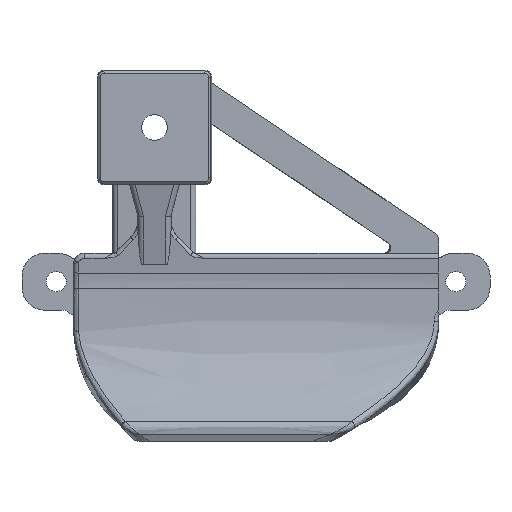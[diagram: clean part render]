
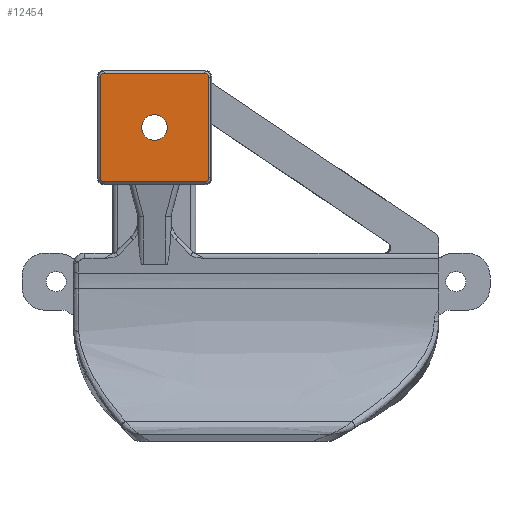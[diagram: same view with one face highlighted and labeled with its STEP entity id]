
A CAD part, front view. The second image highlights one B-rep face of the part: STEP entity #12454.
In plain terms, the highlighted planar face has unit normal (0, -1, 0).
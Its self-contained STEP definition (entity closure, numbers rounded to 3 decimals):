
#48 = EDGE_CURVE ( 'NONE', #5198, #7118, #970, .T. ) ;
#291 = VECTOR ( 'NONE', #3715, 1000. ) ;
#318 = EDGE_CURVE ( 'NONE', #7118, #11728, #16713, .T. ) ;
#651 = CARTESIAN_POINT ( 'NONE',  ( -14.9, -10.571, 56.418 ) ) ;
#735 = LINE ( 'NONE', #3532, #291 ) ;
#970 = LINE ( 'NONE', #9546, #12287 ) ;
#1709 = VERTEX_POINT ( 'NONE', #6860 ) ;
#1723 = CIRCLE ( 'NONE', #6444, 0.349 ) ;
#2045 = PLANE ( 'NONE',  #10305 ) ;
#2229 = CARTESIAN_POINT ( 'NONE',  ( -13.649, -10.571, 21.4 ) ) ;
#2426 = AXIS2_PLACEMENT_3D ( 'NONE', #12693, #9728, #11191 ) ;
#2448 = CARTESIAN_POINT ( 'NONE',  ( -13.3, -10.571, 12.6 ) ) ;
#2458 = DIRECTION ( 'NONE',  ( 0., 0., -1. ) ) ;
#2554 = AXIS2_PLACEMENT_3D ( 'NONE', #16607, #16330, #6658 ) ;
#2725 = EDGE_CURVE ( 'NONE', #12973, #5326, #4051, .T. ) ;
#2739 = EDGE_LOOP ( 'NONE', ( #12724, #14482 ) ) ;
#3107 = ORIENTED_EDGE ( 'NONE', *, *, #318, .T. ) ;
#3236 = DIRECTION ( 'NONE',  ( 0., 0., 1. ) ) ;
#3412 = LINE ( 'NONE', #7722, #4577 ) ;
#3532 = CARTESIAN_POINT ( 'NONE',  ( -13.3, -10.571, 21.749 ) ) ;
#3715 = DIRECTION ( 'NONE',  ( -1., 0., 0. ) ) ;
#3910 = CIRCLE ( 'NONE', #16264, 0.349 ) ;
#4051 = CIRCLE ( 'NONE', #8195, 0.349 ) ;
#4201 = VERTEX_POINT ( 'NONE', #8851 ) ;
#4577 = VECTOR ( 'NONE', #10210, 1000. ) ;
#4919 = CARTESIAN_POINT ( 'NONE',  ( -8.9, -10.571, 15.875 ) ) ;
#5120 = DIRECTION ( 'NONE',  ( 1., 0., 0. ) ) ;
#5198 = VERTEX_POINT ( 'NONE', #2229 ) ;
#5326 = VERTEX_POINT ( 'NONE', #9322 ) ;
#5497 = EDGE_CURVE ( 'NONE', #9781, #5198, #1723, .T. ) ;
#5997 = DIRECTION ( 'NONE',  ( 0., 0., 1. ) ) ;
#6139 = EDGE_CURVE ( 'NONE', #4201, #1709, #3910, .T. ) ;
#6228 = EDGE_CURVE ( 'NONE', #13197, #6836, #8600, .T. ) ;
#6338 = CARTESIAN_POINT ( 'NONE',  ( -4.5, -10.571, 12.251 ) ) ;
#6444 = AXIS2_PLACEMENT_3D ( 'NONE', #14100, #14272, #3236 ) ;
#6658 = DIRECTION ( 'NONE',  ( 0., 0., -1. ) ) ;
#6836 = VERTEX_POINT ( 'NONE', #13422 ) ;
#6860 = CARTESIAN_POINT ( 'NONE',  ( -4.5, -10.571, 21.749 ) ) ;
#7118 = VERTEX_POINT ( 'NONE', #14744 ) ;
#7319 = ORIENTED_EDGE ( 'NONE', *, *, #17068, .T. ) ;
#7722 = CARTESIAN_POINT ( 'NONE',  ( -4.151, -10.571, 21.4 ) ) ;
#8195 = AXIS2_PLACEMENT_3D ( 'NONE', #17612, #13372, #5997 ) ;
#8315 = DIRECTION ( 'NONE',  ( 0., -1., 0. ) ) ;
#8336 = DIRECTION ( 'NONE',  ( 0., -1., 0. ) ) ;
#8600 = CIRCLE ( 'NONE', #2426, 1.125 ) ;
#8625 = ORIENTED_EDGE ( 'NONE', *, *, #48, .T. ) ;
#8851 = CARTESIAN_POINT ( 'NONE',  ( -4.151, -10.571, 21.4 ) ) ;
#9144 = EDGE_CURVE ( 'NONE', #6836, #13197, #10177, .T. ) ;
#9253 = VECTOR ( 'NONE', #5120, 1000. ) ;
#9322 = CARTESIAN_POINT ( 'NONE',  ( -4.151, -10.571, 12.6 ) ) ;
#9546 = CARTESIAN_POINT ( 'NONE',  ( -13.649, -10.571, 12.6 ) ) ;
#9724 = DIRECTION ( 'NONE',  ( 0., 0., 1. ) ) ;
#9728 = DIRECTION ( 'NONE',  ( 0., -1., 0. ) ) ;
#9781 = VERTEX_POINT ( 'NONE', #9801 ) ;
#9789 = DIRECTION ( 'NONE',  ( 0., 0., 1. ) ) ;
#9801 = CARTESIAN_POINT ( 'NONE',  ( -13.3, -10.571, 21.749 ) ) ;
#10177 = CIRCLE ( 'NONE', #2554, 1.125 ) ;
#10210 = DIRECTION ( 'NONE',  ( 0., 0., 1. ) ) ;
#10305 = AXIS2_PLACEMENT_3D ( 'NONE', #651, #11906, #17533 ) ;
#11191 = DIRECTION ( 'NONE',  ( 0., 0., -1. ) ) ;
#11216 = ORIENTED_EDGE ( 'NONE', *, *, #14992, .T. ) ;
#11549 = ORIENTED_EDGE ( 'NONE', *, *, #11838, .T. ) ;
#11616 = CARTESIAN_POINT ( 'NONE',  ( -13.3, -10.571, 12.251 ) ) ;
#11728 = VERTEX_POINT ( 'NONE', #11616 ) ;
#11838 = EDGE_CURVE ( 'NONE', #1709, #9781, #735, .T. ) ;
#11906 = DIRECTION ( 'NONE',  ( 0., 1., 0. ) ) ;
#12221 = CARTESIAN_POINT ( 'NONE',  ( -4.5, -10.571, 12.251 ) ) ;
#12287 = VECTOR ( 'NONE', #2458, 1000. ) ;
#12454 = ADVANCED_FACE ( 'NONE', ( #15955, #14665 ), #2045, .F. ) ;
#12693 = CARTESIAN_POINT ( 'NONE',  ( -8.9, -10.571, 17. ) ) ;
#12724 = ORIENTED_EDGE ( 'NONE', *, *, #6228, .F. ) ;
#12973 = VERTEX_POINT ( 'NONE', #6338 ) ;
#13133 = ORIENTED_EDGE ( 'NONE', *, *, #5497, .T. ) ;
#13197 = VERTEX_POINT ( 'NONE', #4919 ) ;
#13372 = DIRECTION ( 'NONE',  ( 0., -1., 0. ) ) ;
#13422 = CARTESIAN_POINT ( 'NONE',  ( -8.9, -10.571, 18.125 ) ) ;
#13468 = AXIS2_PLACEMENT_3D ( 'NONE', #2448, #8336, #9724 ) ;
#13657 = ORIENTED_EDGE ( 'NONE', *, *, #2725, .T. ) ;
#14100 = CARTESIAN_POINT ( 'NONE',  ( -13.3, -10.571, 21.4 ) ) ;
#14272 = DIRECTION ( 'NONE',  ( 0., -1., 0. ) ) ;
#14482 = ORIENTED_EDGE ( 'NONE', *, *, #9144, .F. ) ;
#14665 = FACE_BOUND ( 'NONE', #2739, .T. ) ;
#14744 = CARTESIAN_POINT ( 'NONE',  ( -13.649, -10.571, 12.6 ) ) ;
#14992 = EDGE_CURVE ( 'NONE', #5326, #4201, #3412, .T. ) ;
#15224 = CARTESIAN_POINT ( 'NONE',  ( -4.5, -10.571, 21.4 ) ) ;
#15319 = ORIENTED_EDGE ( 'NONE', *, *, #6139, .T. ) ;
#15955 = FACE_OUTER_BOUND ( 'NONE', #17931, .T. ) ;
#16264 = AXIS2_PLACEMENT_3D ( 'NONE', #15224, #8315, #9789 ) ;
#16330 = DIRECTION ( 'NONE',  ( 0., -1., 0. ) ) ;
#16607 = CARTESIAN_POINT ( 'NONE',  ( -8.9, -10.571, 17. ) ) ;
#16713 = CIRCLE ( 'NONE', #13468, 0.349 ) ;
#17068 = EDGE_CURVE ( 'NONE', #11728, #12973, #17936, .T. ) ;
#17533 = DIRECTION ( 'NONE',  ( 0., 0., 1. ) ) ;
#17612 = CARTESIAN_POINT ( 'NONE',  ( -4.5, -10.571, 12.6 ) ) ;
#17931 = EDGE_LOOP ( 'NONE', ( #7319, #13657, #11216, #15319, #11549, #13133, #8625, #3107 ) ) ;
#17936 = LINE ( 'NONE', #12221, #9253 ) ;
